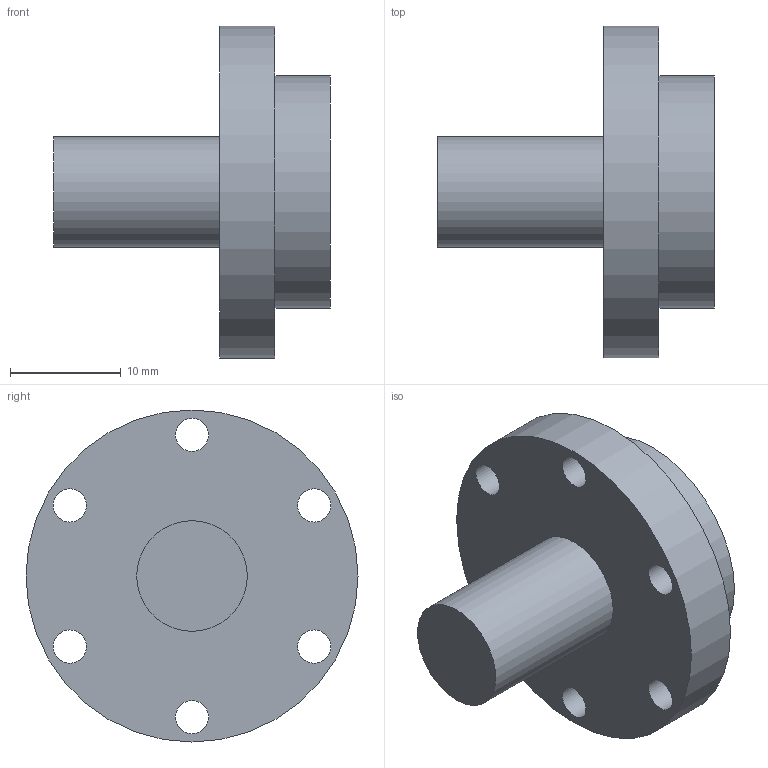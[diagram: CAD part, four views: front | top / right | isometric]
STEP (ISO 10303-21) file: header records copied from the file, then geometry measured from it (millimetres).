
FILE_DESCRIPTION(/* description */ (''),/* implementation_level */ '2;1');
FILE_NAME(/* name */ 'Direct Dive Flansch.step',/* time_stamp */ '2022-11-02T15:59:29+01:00',/* author */ (''),/* organization */ (''),/* preprocessor_version */ 'ST-DEVELOPER v19.2',/* originating_system */ 'Autodesk Translation Framework v11.17.0.187',/* authorisation */ '');
FILE_SCHEMA (('AUTOMOTIVE_DESIGN { 1 0 10303 214 3 1 1 }'));
Length unit declared in the file: millimetre
Products named in the file (1): Direct Dive Flansch
Bounding box: 25 x 30 x 30 mm (x, y, z)
Volume: 6232.1 mm3; surface area: 2884 mm2
Topology: 1 solids, 1 shells, 13 faces, 27 edges, 18 vertices
Faces by surface type: cylinder 9, plane 4
Full cylindrical faces by diameter (mm): 3 x6, 10 x1, 21 x1, 30 x1
Entity records: 416 total; most frequent: DIRECTION 73, CARTESIAN_POINT 59, ORIENTED_EDGE 54, AXIS2_PLACEMENT_3D 32, EDGE_LOOP 27, EDGE_CURVE 27, CIRCLE 18, VERTEX_POINT 18
